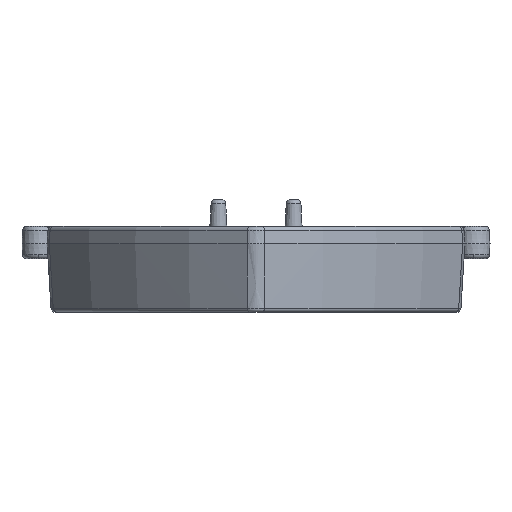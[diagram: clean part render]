
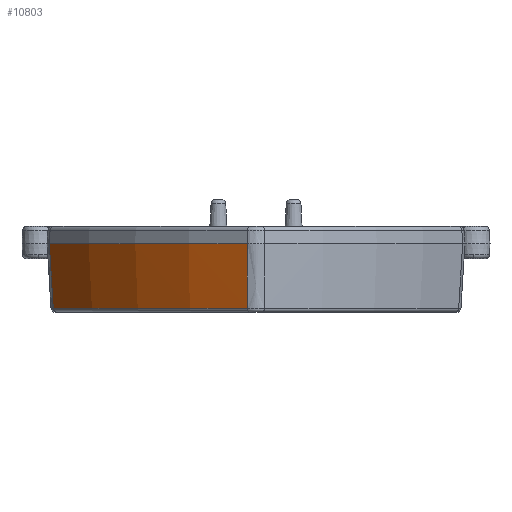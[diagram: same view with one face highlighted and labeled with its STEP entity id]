
A CAD part, front view. The second image highlights one B-rep face of the part: STEP entity #10803.
In plain terms, the highlighted conical face has half-angle 3 degrees and reference radius 50 mm.
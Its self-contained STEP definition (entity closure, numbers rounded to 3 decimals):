
#131 = CARTESIAN_POINT ( 'NONE',  ( -18.873, -30.03, -7.624 ) ) ;
#1166 = CARTESIAN_POINT ( 'NONE',  ( -0.79, -48.397, -2.658 ) ) ;
#1274 = AXIS2_PLACEMENT_3D ( 'NONE', #8685, #7620, #5565 ) ;
#1313 = CARTESIAN_POINT ( 'NONE',  ( -19.178, -30.022, -2.657 ) ) ;
#2187 = CARTESIAN_POINT ( 'NONE',  ( 24.042, -5.159, -1.6 ) ) ;
#2297 = EDGE_CURVE ( 'NONE', #7010, #7966, #3366, .T. ) ;
#2641 = CARTESIAN_POINT ( 'NONE',  ( -18.99, -30.027, -5.723 ) ) ;
#3012 = AXIS2_PLACEMENT_3D ( 'NONE', #7065, #4115, #12279 ) ;
#3294 = CARTESIAN_POINT ( 'NONE',  ( -0.793, -48.152, -6.674 ) ) ;
#3366 = B_SPLINE_CURVE_WITH_KNOTS ( 'NONE', 3,
 ( #7431, #1313, #9514, #4406, #2641, #12805, #12992 ),
 .UNSPECIFIED., .F., .F.,
 ( 4, 3, 4 ),
 ( 0., 0.003, 0.006 ),
 .UNSPECIFIED. ) ;
#4017 = ORIENTED_EDGE ( 'NONE', *, *, #2297, .T. ) ;
#4115 = DIRECTION ( 'NONE',  ( 0., 0., 1. ) ) ;
#4338 = CARTESIAN_POINT ( 'NONE',  ( -0.792, -48.21, -5.724 ) ) ;
#4406 = CARTESIAN_POINT ( 'NONE',  ( -19.048, -30.025, -4.772 ) ) ;
#4606 = ORIENTED_EDGE ( 'NONE', *, *, #8372, .T. ) ;
#4836 = EDGE_LOOP ( 'NONE', ( #4017, #9423, #4606, #12076 ) ) ;
#5565 = DIRECTION ( 'NONE',  ( 1., 0., 0. ) ) ;
#6414 = DIRECTION ( 'NONE',  ( -1., 0., 0. ) ) ;
#6430 = EDGE_CURVE ( 'NONE', #7966, #9185, #10914, .T. ) ;
#7010 = VERTEX_POINT ( 'NONE', #11382 ) ;
#7065 = CARTESIAN_POINT ( 'NONE',  ( 24.042, -5.159, 0. ) ) ;
#7324 = B_SPLINE_CURVE_WITH_KNOTS ( 'NONE', 3,
 ( #8307, #3294, #4338, #11446, #10438, #1166, #8483 ),
 .UNSPECIFIED., .F., .F.,
 ( 4, 3, 4 ),
 ( 0., 0.003, 0.006 ),
 .UNSPECIFIED. ) ;
#7431 = CARTESIAN_POINT ( 'NONE',  ( -19.243, -30.02, -1.6 ) ) ;
#7620 = DIRECTION ( 'NONE',  ( 0., 0., 1. ) ) ;
#7738 = AXIS2_PLACEMENT_3D ( 'NONE', #2187, #10392, #6414 ) ;
#7966 = VERTEX_POINT ( 'NONE', #131 ) ;
#8046 = CONICAL_SURFACE ( 'NONE', #3012, 50., 0.052 ) ;
#8307 = CARTESIAN_POINT ( 'NONE',  ( -0.794, -48.094, -7.624 ) ) ;
#8358 = VERTEX_POINT ( 'NONE', #11303 ) ;
#8372 = EDGE_CURVE ( 'NONE', #9185, #8358, #7324, .T. ) ;
#8483 = CARTESIAN_POINT ( 'NONE',  ( -0.789, -48.462, -1.6 ) ) ;
#8685 = CARTESIAN_POINT ( 'NONE',  ( 24.042, -5.159, -7.624 ) ) ;
#9185 = VERTEX_POINT ( 'NONE', #10505 ) ;
#9423 = ORIENTED_EDGE ( 'NONE', *, *, #6430, .T. ) ;
#9514 = CARTESIAN_POINT ( 'NONE',  ( -19.113, -30.023, -3.715 ) ) ;
#10297 = CIRCLE ( 'NONE', #7738, 49.916 ) ;
#10392 = DIRECTION ( 'NONE',  ( 0., 0., 1. ) ) ;
#10438 = CARTESIAN_POINT ( 'NONE',  ( -0.79, -48.333, -3.716 ) ) ;
#10505 = CARTESIAN_POINT ( 'NONE',  ( -0.794, -48.094, -7.624 ) ) ;
#10803 = ADVANCED_FACE ( 'NONE', ( #12740 ), #8046, .T. ) ;
#10914 = CIRCLE ( 'NONE', #1274, 49.6 ) ;
#11060 = EDGE_CURVE ( 'NONE', #7010, #8358, #10297, .T. ) ;
#11303 = CARTESIAN_POINT ( 'NONE',  ( -0.789, -48.462, -1.6 ) ) ;
#11382 = CARTESIAN_POINT ( 'NONE',  ( -19.243, -30.02, -1.6 ) ) ;
#11446 = CARTESIAN_POINT ( 'NONE',  ( -0.791, -48.268, -4.774 ) ) ;
#12076 = ORIENTED_EDGE ( 'NONE', *, *, #11060, .F. ) ;
#12279 = DIRECTION ( 'NONE',  ( 1., 0., 0. ) ) ;
#12740 = FACE_OUTER_BOUND ( 'NONE', #4836, .T. ) ;
#12805 = CARTESIAN_POINT ( 'NONE',  ( -18.931, -30.029, -6.673 ) ) ;
#12992 = CARTESIAN_POINT ( 'NONE',  ( -18.873, -30.03, -7.624 ) ) ;
